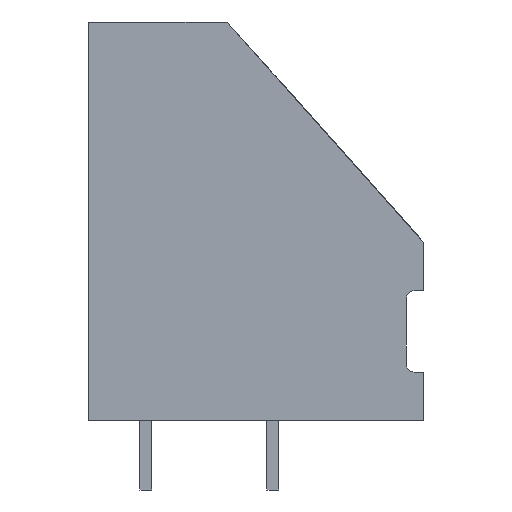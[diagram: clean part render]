
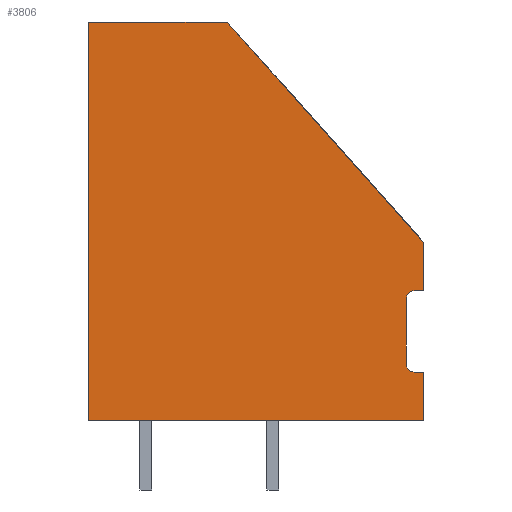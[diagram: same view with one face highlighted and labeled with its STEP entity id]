
A CAD part, left-side view. The second image highlights one B-rep face of the part: STEP entity #3806.
In plain terms, the highlighted planar face has unit normal (-1, 0, 0).
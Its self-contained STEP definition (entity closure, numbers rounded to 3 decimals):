
#81=CIRCLE('',#4061,0.4);
#83=CIRCLE('',#4065,0.4);
#214=FACE_OUTER_BOUND('',#447,.T.);
#447=EDGE_LOOP('',(#2679,#2680,#2681,#2682,#2683,#2684,#2685,#2686,#2687,
#2688,#2689));
#720=LINE('',#5530,#1189);
#724=LINE('',#5538,#1193);
#727=LINE('',#5544,#1196);
#730=LINE('',#5550,#1199);
#733=LINE('',#5556,#1202);
#737=LINE('',#5568,#1206);
#741=LINE('',#5580,#1210);
#744=LINE('',#5586,#1213);
#747=LINE('',#5591,#1216);
#1189=VECTOR('',#4452,10.);
#1193=VECTOR('',#4458,10.);
#1196=VECTOR('',#4463,10.);
#1199=VECTOR('',#4468,10.);
#1202=VECTOR('',#4473,10.);
#1206=VECTOR('',#4485,10.);
#1210=VECTOR('',#4497,10.);
#1213=VECTOR('',#4502,10.);
#1216=VECTOR('',#4507,10.);
#1645=VERTEX_POINT('',#5528);
#1646=VERTEX_POINT('',#5529);
#1649=VERTEX_POINT('',#5537);
#1651=VERTEX_POINT('',#5543);
#1653=VERTEX_POINT('',#5549);
#1655=VERTEX_POINT('',#5555);
#1657=VERTEX_POINT('',#5561);
#1659=VERTEX_POINT('',#5567);
#1661=VERTEX_POINT('',#5573);
#1663=VERTEX_POINT('',#5579);
#1665=VERTEX_POINT('',#5585);
#2024=EDGE_CURVE('',#1645,#1646,#720,.T.);
#2028=EDGE_CURVE('',#1646,#1649,#724,.T.);
#2031=EDGE_CURVE('',#1649,#1651,#727,.T.);
#2034=EDGE_CURVE('',#1651,#1653,#730,.T.);
#2037=EDGE_CURVE('',#1655,#1653,#733,.T.);
#2040=EDGE_CURVE('',#1655,#1657,#81,.T.);
#2043=EDGE_CURVE('',#1659,#1657,#737,.T.);
#2046=EDGE_CURVE('',#1659,#1661,#83,.T.);
#2049=EDGE_CURVE('',#1663,#1661,#741,.T.);
#2052=EDGE_CURVE('',#1663,#1665,#744,.T.);
#2055=EDGE_CURVE('',#1645,#1665,#747,.T.);
#2679=ORIENTED_EDGE('',*,*,#2055,.F.);
#2680=ORIENTED_EDGE('',*,*,#2024,.T.);
#2681=ORIENTED_EDGE('',*,*,#2028,.T.);
#2682=ORIENTED_EDGE('',*,*,#2031,.T.);
#2683=ORIENTED_EDGE('',*,*,#2034,.T.);
#2684=ORIENTED_EDGE('',*,*,#2037,.F.);
#2685=ORIENTED_EDGE('',*,*,#2040,.T.);
#2686=ORIENTED_EDGE('',*,*,#2043,.F.);
#2687=ORIENTED_EDGE('',*,*,#2046,.T.);
#2688=ORIENTED_EDGE('',*,*,#2049,.F.);
#2689=ORIENTED_EDGE('',*,*,#2052,.T.);
#3605=PLANE('',#4071);
#3806=ADVANCED_FACE('',(#214),#3605,.F.);
#4061=AXIS2_PLACEMENT_3D('',#5562,#4478,#4479);
#4065=AXIS2_PLACEMENT_3D('',#5574,#4490,#4491);
#4071=AXIS2_PLACEMENT_3D('',#5594,#4511,#4512);
#4452=DIRECTION('',(0.,1.,0.));
#4458=DIRECTION('',(0.,0.,-1.));
#4463=DIRECTION('',(0.,-1.,0.));
#4468=DIRECTION('',(0.,0.,1.));
#4473=DIRECTION('',(0.,-1.,0.));
#4478=DIRECTION('center_axis',(1.,0.,0.));
#4479=DIRECTION('ref_axis',(0.,0.,-1.));
#4485=DIRECTION('',(0.,0.,-1.));
#4490=DIRECTION('center_axis',(1.,0.,0.));
#4491=DIRECTION('ref_axis',(0.,1.,0.));
#4497=DIRECTION('',(0.,1.,0.));
#4502=DIRECTION('',(0.,0.,1.));
#4507=DIRECTION('',(0.,-0.666,-0.746));
#4511=DIRECTION('center_axis',(1.,0.,0.));
#4512=DIRECTION('ref_axis',(0.,0.,-1.));
#5528=CARTESIAN_POINT('',(0.,9.9,20.1));
#5529=CARTESIAN_POINT('',(0.,16.9,20.1));
#5530=CARTESIAN_POINT('',(0.,0.,20.1));
#5537=CARTESIAN_POINT('',(0.,16.9,0.));
#5538=CARTESIAN_POINT('',(0.,16.9,20.1));
#5543=CARTESIAN_POINT('',(0.,0.,0.));
#5544=CARTESIAN_POINT('',(0.,16.9,0.));
#5549=CARTESIAN_POINT('',(0.,0.,2.445));
#5550=CARTESIAN_POINT('',(0.,0.,0.));
#5555=CARTESIAN_POINT('',(0.,0.475,2.445));
#5556=CARTESIAN_POINT('',(0.,0.475,2.445));
#5561=CARTESIAN_POINT('',(0.,0.875,2.845));
#5562=CARTESIAN_POINT('Origin',(0.,0.475,2.845));
#5567=CARTESIAN_POINT('',(0.,0.875,6.155));
#5568=CARTESIAN_POINT('',(0.,0.875,6.155));
#5573=CARTESIAN_POINT('',(0.,0.475,6.555));
#5574=CARTESIAN_POINT('Origin',(0.,0.475,6.155));
#5579=CARTESIAN_POINT('',(0.,0.,6.555));
#5580=CARTESIAN_POINT('',(0.,-0.958,6.555));
#5585=CARTESIAN_POINT('',(0.,0.,9.));
#5586=CARTESIAN_POINT('',(0.,0.,0.));
#5591=CARTESIAN_POINT('',(0.,9.9,20.1));
#5594=CARTESIAN_POINT('Origin',(0.,8.45,10.05));
